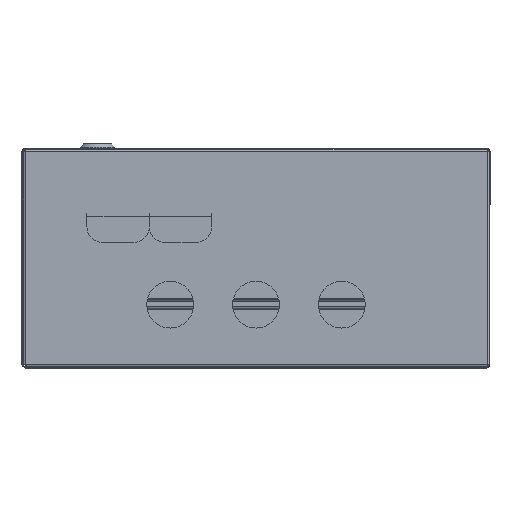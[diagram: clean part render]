
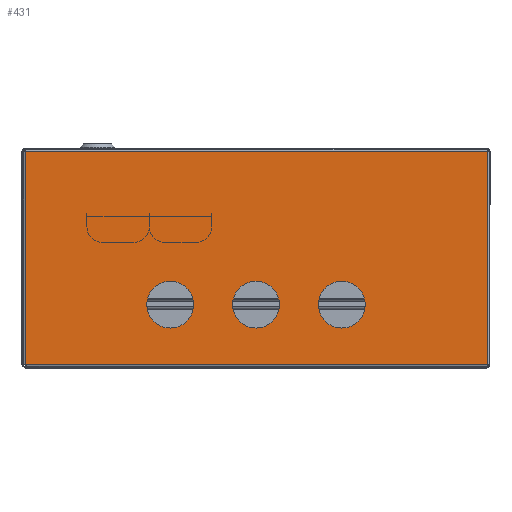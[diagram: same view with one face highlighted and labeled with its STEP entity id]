
A CAD part, front view. The second image highlights one B-rep face of the part: STEP entity #431.
In plain terms, the highlighted planar face has unit normal (0, -1, 0).
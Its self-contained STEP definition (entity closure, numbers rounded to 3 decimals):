
#281 = CARTESIAN_POINT ( 'NONE',  ( -205., -200., -30. ) ) ;
#431 = ADVANCED_FACE ( 'NONE', ( #22528, #20770, #8450, #15181 ), #24937, .F. ) ;
#820 = EDGE_CURVE ( 'NONE', #6550, #7833, #3938, .T. ) ;
#913 = ORIENTED_EDGE ( 'NONE', *, *, #15800, .F. ) ;
#1225 = EDGE_CURVE ( 'NONE', #1327, #28738, #5488, .T. ) ;
#1327 = VERTEX_POINT ( 'NONE', #27886 ) ;
#1659 = DIRECTION ( 'NONE',  ( -1., 0., 0. ) ) ;
#1688 = VERTEX_POINT ( 'NONE', #16015 ) ;
#2047 = CARTESIAN_POINT ( 'NONE',  ( -110., -200., -30. ) ) ;
#2398 = EDGE_CURVE ( 'NONE', #20625, #1327, #9812, .T. ) ;
#2530 = DIRECTION ( 'NONE',  ( 0., -1., 0. ) ) ;
#2547 = CIRCLE ( 'NONE', #4084, 15. ) ;
#2766 = VECTOR ( 'NONE', #19889, 1000. ) ;
#2927 = AXIS2_PLACEMENT_3D ( 'NONE', #13842, #23580, #1659 ) ;
#3000 = DIRECTION ( 'NONE',  ( 1., 0., 0. ) ) ;
#3153 = CARTESIAN_POINT ( 'NONE',  ( -80., -200., -30. ) ) ;
#3434 = DIRECTION ( 'NONE',  ( 1., 0., 0. ) ) ;
#3575 = EDGE_LOOP ( 'NONE', ( #7251, #25898 ) ) ;
#3789 = VECTOR ( 'NONE', #29319, 1000. ) ;
#3938 = CIRCLE ( 'NONE', #30516, 15. ) ;
#4084 = AXIS2_PLACEMENT_3D ( 'NONE', #4934, #12608, #29722 ) ;
#4934 = CARTESIAN_POINT ( 'NONE',  ( -150., -200., -30. ) ) ;
#4976 = CIRCLE ( 'NONE', #2927, 15. ) ;
#4995 = VERTEX_POINT ( 'NONE', #23843 ) ;
#5488 = LINE ( 'NONE', #8371, #2766 ) ;
#6283 = DIRECTION ( 'NONE',  ( 0., 0., -1. ) ) ;
#6550 = VERTEX_POINT ( 'NONE', #2047 ) ;
#6680 = CIRCLE ( 'NONE', #31195, 15. ) ;
#6713 = CARTESIAN_POINT ( 'NONE',  ( -190., -200., -30. ) ) ;
#7251 = ORIENTED_EDGE ( 'NONE', *, *, #29071, .F. ) ;
#7378 = CIRCLE ( 'NONE', #27819, 15. ) ;
#7833 = VERTEX_POINT ( 'NONE', #3153 ) ;
#7923 = ORIENTED_EDGE ( 'NONE', *, *, #23118, .T. ) ;
#8066 = EDGE_CURVE ( 'NONE', #28715, #4995, #6680, .T. ) ;
#8371 = CARTESIAN_POINT ( 'NONE',  ( -0.6, -200., -68.4 ) ) ;
#8450 = FACE_BOUND ( 'NONE', #19836, .T. ) ;
#9082 = AXIS2_PLACEMENT_3D ( 'NONE', #30526, #20451, #13263 ) ;
#9091 = ORIENTED_EDGE ( 'NONE', *, *, #18928, .F. ) ;
#9812 = LINE ( 'NONE', #14450, #3789 ) ;
#10132 = EDGE_CURVE ( 'NONE', #11809, #28738, #15888, .T. ) ;
#10554 = CARTESIAN_POINT ( 'NONE',  ( -1.6, -200., 68.4 ) ) ;
#10969 = EDGE_LOOP ( 'NONE', ( #913, #9091 ) ) ;
#11274 = DIRECTION ( 'NONE',  ( 0., -1., 0. ) ) ;
#11439 = DIRECTION ( 'NONE',  ( 0., -1., 0. ) ) ;
#11809 = VERTEX_POINT ( 'NONE', #10554 ) ;
#12363 = VECTOR ( 'NONE', #17023, 1000. ) ;
#12608 = DIRECTION ( 'NONE',  ( 0., -1., 0. ) ) ;
#13263 = DIRECTION ( 'NONE',  ( -1., 0., 0. ) ) ;
#13393 = DIRECTION ( 'NONE',  ( 0., -1., 0. ) ) ;
#13842 = CARTESIAN_POINT ( 'NONE',  ( -95., -200., -30. ) ) ;
#14450 = CARTESIAN_POINT ( 'NONE',  ( -297.8, -200., 68.4 ) ) ;
#14790 = ORIENTED_EDGE ( 'NONE', *, *, #1225, .T. ) ;
#15145 = CARTESIAN_POINT ( 'NONE',  ( -95., -200., -30. ) ) ;
#15181 = FACE_OUTER_BOUND ( 'NONE', #30187, .T. ) ;
#15633 = CARTESIAN_POINT ( 'NONE',  ( -1.6, -200., -68.4 ) ) ;
#15676 = ORIENTED_EDGE ( 'NONE', *, *, #2398, .T. ) ;
#15800 = EDGE_CURVE ( 'NONE', #25852, #1688, #7378, .T. ) ;
#15888 = LINE ( 'NONE', #25807, #16201 ) ;
#15953 = CARTESIAN_POINT ( 'NONE',  ( -135., -200., -30. ) ) ;
#16015 = CARTESIAN_POINT ( 'NONE',  ( -220., -200., -30. ) ) ;
#16146 = CARTESIAN_POINT ( 'NONE',  ( -297.8, -200., 68.4 ) ) ;
#16201 = VECTOR ( 'NONE', #6283, 1000. ) ;
#16286 = CIRCLE ( 'NONE', #26000, 15. ) ;
#16757 = ORIENTED_EDGE ( 'NONE', *, *, #20855, .F. ) ;
#17023 = DIRECTION ( 'NONE',  ( -1., 0., 0. ) ) ;
#17615 = ORIENTED_EDGE ( 'NONE', *, *, #8066, .F. ) ;
#18928 = EDGE_CURVE ( 'NONE', #1688, #25852, #16286, .T. ) ;
#19419 = ORIENTED_EDGE ( 'NONE', *, *, #10132, .F. ) ;
#19836 = EDGE_LOOP ( 'NONE', ( #17615, #16757 ) ) ;
#19889 = DIRECTION ( 'NONE',  ( 1., 0., 0. ) ) ;
#20451 = DIRECTION ( 'NONE',  ( 0., 1., 0. ) ) ;
#20568 = CARTESIAN_POINT ( 'NONE',  ( -150., -200., -30. ) ) ;
#20625 = VERTEX_POINT ( 'NONE', #16146 ) ;
#20770 = FACE_BOUND ( 'NONE', #10969, .T. ) ;
#20855 = EDGE_CURVE ( 'NONE', #4995, #28715, #2547, .T. ) ;
#21506 = LINE ( 'NONE', #31277, #12363 ) ;
#22528 = FACE_BOUND ( 'NONE', #3575, .T. ) ;
#22934 = DIRECTION ( 'NONE',  ( 1., 0., 0. ) ) ;
#23118 = EDGE_CURVE ( 'NONE', #11809, #20625, #21506, .T. ) ;
#23580 = DIRECTION ( 'NONE',  ( 0., -1., 0. ) ) ;
#23843 = CARTESIAN_POINT ( 'NONE',  ( -165., -200., -30. ) ) ;
#24937 = PLANE ( 'NONE',  #9082 ) ;
#25807 = CARTESIAN_POINT ( 'NONE',  ( -1.6, -200., -68.4 ) ) ;
#25852 = VERTEX_POINT ( 'NONE', #6713 ) ;
#25898 = ORIENTED_EDGE ( 'NONE', *, *, #820, .F. ) ;
#26000 = AXIS2_PLACEMENT_3D ( 'NONE', #30151, #11274, #22934 ) ;
#27819 = AXIS2_PLACEMENT_3D ( 'NONE', #281, #2530, #3000 ) ;
#27886 = CARTESIAN_POINT ( 'NONE',  ( -297.8, -200., -68.4 ) ) ;
#28715 = VERTEX_POINT ( 'NONE', #15953 ) ;
#28738 = VERTEX_POINT ( 'NONE', #15633 ) ;
#29071 = EDGE_CURVE ( 'NONE', #7833, #6550, #4976, .T. ) ;
#29319 = DIRECTION ( 'NONE',  ( 0., 0., -1. ) ) ;
#29722 = DIRECTION ( 'NONE',  ( 1., 0., 0. ) ) ;
#30151 = CARTESIAN_POINT ( 'NONE',  ( -205., -200., -30. ) ) ;
#30180 = DIRECTION ( 'NONE',  ( -1., 0., 0. ) ) ;
#30187 = EDGE_LOOP ( 'NONE', ( #19419, #7923, #15676, #14790 ) ) ;
#30516 = AXIS2_PLACEMENT_3D ( 'NONE', #15145, #13393, #30180 ) ;
#30526 = CARTESIAN_POINT ( 'NONE',  ( -0.6, -200., 68.4 ) ) ;
#31195 = AXIS2_PLACEMENT_3D ( 'NONE', #20568, #11439, #3434 ) ;
#31277 = CARTESIAN_POINT ( 'NONE',  ( -0.6, -200., 68.4 ) ) ;
